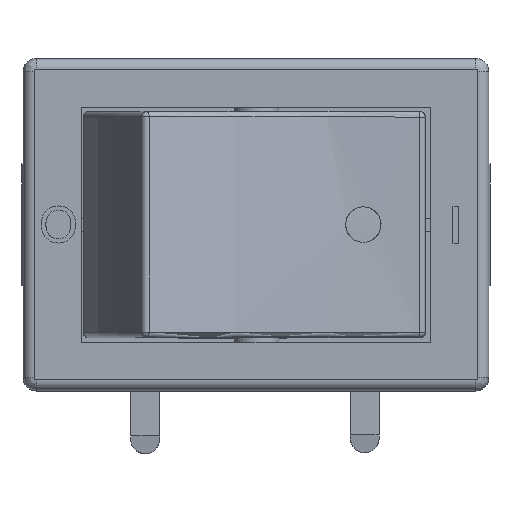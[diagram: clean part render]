
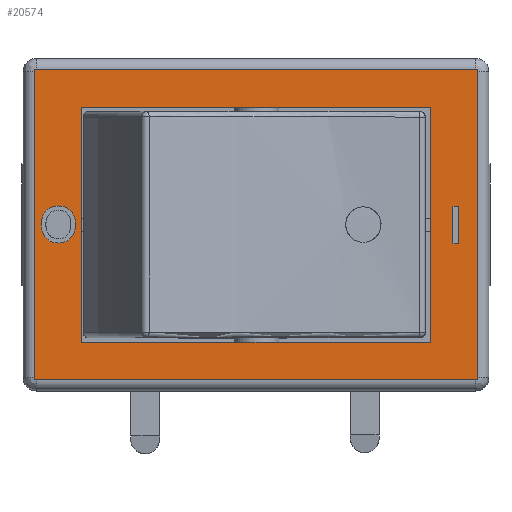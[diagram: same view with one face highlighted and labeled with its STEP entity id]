
A CAD part, top view. The second image highlights one B-rep face of the part: STEP entity #20574.
In plain terms, the highlighted planar face has unit normal (0, 0, 1).
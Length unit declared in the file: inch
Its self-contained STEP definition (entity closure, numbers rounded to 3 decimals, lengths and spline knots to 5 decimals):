
#955=B_SPLINE_CURVE_WITH_KNOTS('',2,(#35889,#35890,#35891,#35892),
 .UNSPECIFIED.,.F.,.F.,(3,1,3),(0.,1.,2.),.UNSPECIFIED.);
#957=B_SPLINE_CURVE_WITH_KNOTS('',2,(#35906,#35907,#35908),
 .UNSPECIFIED.,.F.,.F.,(3,3),(0.,1.),.UNSPECIFIED.);
#959=B_SPLINE_CURVE_WITH_KNOTS('',2,(#35921,#35922,#35923),
 .UNSPECIFIED.,.F.,.F.,(3,3),(0.,1.),.UNSPECIFIED.);
#961=B_SPLINE_CURVE_WITH_KNOTS('',2,(#35936,#35937,#35938),
 .UNSPECIFIED.,.F.,.F.,(3,3),(0.,1.),.UNSPECIFIED.);
#963=B_SPLINE_CURVE_WITH_KNOTS('',2,(#35951,#35952,#35953),
 .UNSPECIFIED.,.F.,.F.,(3,3),(0.,1.),.UNSPECIFIED.);
#965=B_SPLINE_CURVE_WITH_KNOTS('',2,(#35966,#35967,#35968,#35969),
 .UNSPECIFIED.,.F.,.F.,(3,1,3),(0.,1.,2.),.UNSPECIFIED.);
#1150=FACE_BOUND('',#3374,.T.);
#1151=FACE_BOUND('',#3375,.T.);
#1152=FACE_BOUND('',#3376,.T.);
#1348=CIRCLE('',#21524,0.00394);
#1349=CIRCLE('',#21525,0.00394);
#1350=CIRCLE('',#21526,0.00394);
#1351=CIRCLE('',#21527,0.00394);
#2194=FACE_OUTER_BOUND('',#3373,.T.);
#3373=EDGE_LOOP('',(#17470,#17471,#17472,#17473,#17474,#17475,#17476,#17477));
#3374=EDGE_LOOP('',(#17478,#17479,#17480,#17481));
#3375=EDGE_LOOP('',(#17482,#17483,#17484,#17485));
#3376=EDGE_LOOP('',(#17486,#17487,#17488,#17489,#17490,#17491));
#5235=LINE('',#35978,#7411);
#5239=LINE('',#35985,#7415);
#5242=LINE('',#35991,#7418);
#5244=LINE('',#35994,#7420);
#5245=LINE('',#35999,#7421);
#5246=LINE('',#36003,#7422);
#5247=LINE('',#36007,#7423);
#5248=LINE('',#36011,#7424);
#5249=LINE('',#36015,#7425);
#5250=LINE('',#36017,#7426);
#5251=LINE('',#36019,#7427);
#5252=LINE('',#36020,#7428);
#7411=VECTOR('',#24614,0.3937);
#7415=VECTOR('',#24620,0.3937);
#7418=VECTOR('',#24625,0.3937);
#7420=VECTOR('',#24629,0.3937);
#7421=VECTOR('',#24634,0.3937);
#7422=VECTOR('',#24637,0.3937);
#7423=VECTOR('',#24640,0.3937);
#7424=VECTOR('',#24643,0.3937);
#7425=VECTOR('',#24646,0.3937);
#7426=VECTOR('',#24647,0.3937);
#7427=VECTOR('',#24648,0.3937);
#7428=VECTOR('',#24649,0.3937);
#9534=VERTEX_POINT('',#35886);
#9535=VERTEX_POINT('',#35888);
#9537=VERTEX_POINT('',#35904);
#9539=VERTEX_POINT('',#35919);
#9541=VERTEX_POINT('',#35934);
#9543=VERTEX_POINT('',#35949);
#9546=VERTEX_POINT('',#35975);
#9547=VERTEX_POINT('',#35977);
#9549=VERTEX_POINT('',#35983);
#9551=VERTEX_POINT('',#35989);
#9552=VERTEX_POINT('',#35997);
#9553=VERTEX_POINT('',#35998);
#9554=VERTEX_POINT('',#36000);
#9555=VERTEX_POINT('',#36002);
#9556=VERTEX_POINT('',#36004);
#9557=VERTEX_POINT('',#36006);
#9558=VERTEX_POINT('',#36008);
#9559=VERTEX_POINT('',#36010);
#9560=VERTEX_POINT('',#36013);
#9561=VERTEX_POINT('',#36014);
#9562=VERTEX_POINT('',#36016);
#9563=VERTEX_POINT('',#36018);
#12268=EDGE_CURVE('',#9535,#9534,#955,.T.);
#12272=EDGE_CURVE('',#9534,#9537,#957,.T.);
#12275=EDGE_CURVE('',#9537,#9539,#959,.T.);
#12278=EDGE_CURVE('',#9539,#9541,#961,.T.);
#12281=EDGE_CURVE('',#9541,#9543,#963,.T.);
#12283=EDGE_CURVE('',#9543,#9535,#965,.T.);
#12286=EDGE_CURVE('',#9547,#9546,#5235,.T.);
#12290=EDGE_CURVE('',#9546,#9549,#5239,.T.);
#12293=EDGE_CURVE('',#9549,#9551,#5242,.T.);
#12295=EDGE_CURVE('',#9551,#9547,#5244,.T.);
#12296=EDGE_CURVE('',#9552,#9553,#5245,.T.);
#12297=EDGE_CURVE('',#9554,#9552,#1348,.T.);
#12298=EDGE_CURVE('',#9555,#9554,#5246,.T.);
#12299=EDGE_CURVE('',#9556,#9555,#1349,.T.);
#12300=EDGE_CURVE('',#9557,#9556,#5247,.T.);
#12301=EDGE_CURVE('',#9558,#9557,#1350,.T.);
#12302=EDGE_CURVE('',#9559,#9558,#5248,.T.);
#12303=EDGE_CURVE('',#9553,#9559,#1351,.T.);
#12304=EDGE_CURVE('',#9560,#9561,#5249,.T.);
#12305=EDGE_CURVE('',#9561,#9562,#5250,.T.);
#12306=EDGE_CURVE('',#9562,#9563,#5251,.T.);
#12307=EDGE_CURVE('',#9563,#9560,#5252,.T.);
#17470=ORIENTED_EDGE('',*,*,#12296,.F.);
#17471=ORIENTED_EDGE('',*,*,#12297,.F.);
#17472=ORIENTED_EDGE('',*,*,#12298,.F.);
#17473=ORIENTED_EDGE('',*,*,#12299,.F.);
#17474=ORIENTED_EDGE('',*,*,#12300,.F.);
#17475=ORIENTED_EDGE('',*,*,#12301,.F.);
#17476=ORIENTED_EDGE('',*,*,#12302,.F.);
#17477=ORIENTED_EDGE('',*,*,#12303,.F.);
#17478=ORIENTED_EDGE('',*,*,#12304,.T.);
#17479=ORIENTED_EDGE('',*,*,#12305,.T.);
#17480=ORIENTED_EDGE('',*,*,#12306,.T.);
#17481=ORIENTED_EDGE('',*,*,#12307,.T.);
#17482=ORIENTED_EDGE('',*,*,#12286,.T.);
#17483=ORIENTED_EDGE('',*,*,#12290,.T.);
#17484=ORIENTED_EDGE('',*,*,#12293,.T.);
#17485=ORIENTED_EDGE('',*,*,#12295,.T.);
#17486=ORIENTED_EDGE('',*,*,#12268,.T.);
#17487=ORIENTED_EDGE('',*,*,#12272,.T.);
#17488=ORIENTED_EDGE('',*,*,#12275,.T.);
#17489=ORIENTED_EDGE('',*,*,#12278,.T.);
#17490=ORIENTED_EDGE('',*,*,#12281,.T.);
#17491=ORIENTED_EDGE('',*,*,#12283,.T.);
#19538=PLANE('',#21523);
#20574=ADVANCED_FACE('',(#2194,#1150,#1151,#1152),#19538,.T.);
#21523=AXIS2_PLACEMENT_3D('',#35996,#24632,#24633);
#21524=AXIS2_PLACEMENT_3D('',#36001,#24635,#24636);
#21525=AXIS2_PLACEMENT_3D('',#36005,#24638,#24639);
#21526=AXIS2_PLACEMENT_3D('',#36009,#24641,#24642);
#21527=AXIS2_PLACEMENT_3D('',#36012,#24644,#24645);
#24614=DIRECTION('',(1.,0.,0.));
#24620=DIRECTION('',(0.,-1.,0.));
#24625=DIRECTION('',(-1.,0.,0.));
#24629=DIRECTION('',(0.,1.,0.));
#24632=DIRECTION('center_axis',(0.,0.,
1.));
#24633=DIRECTION('ref_axis',(1.,0.,0.));
#24634=DIRECTION('',(0.,1.,0.));
#24635=DIRECTION('center_axis',(0.,0.,
-1.));
#24636=DIRECTION('ref_axis',(-0.707,-0.707,0.));
#24637=DIRECTION('',(-1.,0.,0.));
#24638=DIRECTION('center_axis',(0.,0.,
-1.));
#24639=DIRECTION('ref_axis',(0.707,-0.707,0.));
#24640=DIRECTION('',(0.,-1.,0.));
#24641=DIRECTION('center_axis',(0.,0.,
-1.));
#24642=DIRECTION('ref_axis',(0.707,0.707,0.));
#24643=DIRECTION('',(1.,0.,0.));
#24644=DIRECTION('center_axis',(0.,0.,
-1.));
#24645=DIRECTION('ref_axis',(-0.707,0.707,0.));
#24646=DIRECTION('',(0.,-1.,0.));
#24647=DIRECTION('',(-1.,0.,0.));
#24648=DIRECTION('',(0.,1.,0.));
#24649=DIRECTION('',(1.,0.,0.));
#35886=CARTESIAN_POINT('',(-0.38114,0.0002,0.62992));
#35888=CARTESIAN_POINT('',(-0.35097,-0.03272,0.62992));
#35889=CARTESIAN_POINT('Ctrl Pts',(-0.35097,-0.03272,
0.62992));
#35890=CARTESIAN_POINT('Ctrl Pts',(-0.36449,-0.03272,
0.62992));
#35891=CARTESIAN_POINT('Ctrl Pts',(-0.38114,-0.01449,
0.62992));
#35892=CARTESIAN_POINT('Ctrl Pts',(-0.38114,0.0002,
0.62992));
#35904=CARTESIAN_POINT('',(-0.37353,0.02345,0.62992));
#35906=CARTESIAN_POINT('Ctrl Pts',(-0.38114,0.0002,
0.62992));
#35907=CARTESIAN_POINT('Ctrl Pts',(-0.38114,0.01436,
0.62992));
#35908=CARTESIAN_POINT('Ctrl Pts',(-0.37353,0.02345,
0.62992));
#35919=CARTESIAN_POINT('',(-0.35092,0.03313,0.62992));
#35921=CARTESIAN_POINT('Ctrl Pts',(-0.37353,0.02345,
0.62992));
#35922=CARTESIAN_POINT('Ctrl Pts',(-0.36522,0.03313,
0.62992));
#35923=CARTESIAN_POINT('Ctrl Pts',(-0.35092,0.03313,
0.62992));
#35934=CARTESIAN_POINT('',(-0.32793,0.0231,0.62992));
#35936=CARTESIAN_POINT('Ctrl Pts',(-0.35092,0.03313,
0.62992));
#35937=CARTESIAN_POINT('Ctrl Pts',(-0.33628,0.03313,
0.62992));
#35938=CARTESIAN_POINT('Ctrl Pts',(-0.32793,0.0231,
0.62992));
#35949=CARTESIAN_POINT('',(-0.32031,-0.00034,0.62992));
#35951=CARTESIAN_POINT('Ctrl Pts',(-0.32793,0.0231,
0.62992));
#35952=CARTESIAN_POINT('Ctrl Pts',(-0.32031,0.01396,
0.62992));
#35953=CARTESIAN_POINT('Ctrl Pts',(-0.32031,-0.00034,
0.62992));
#35966=CARTESIAN_POINT('Ctrl Pts',(-0.32031,-0.00034,
0.62992));
#35967=CARTESIAN_POINT('Ctrl Pts',(-0.32031,-0.01483,
0.62992));
#35968=CARTESIAN_POINT('Ctrl Pts',(-0.33717,-0.03272,
0.62992));
#35969=CARTESIAN_POINT('Ctrl Pts',(-0.35097,-0.03272,
0.62992));
#35975=CARTESIAN_POINT('',(0.3594,0.0329,0.62992));
#35977=CARTESIAN_POINT('',(0.34966,0.0329,0.62992));
#35978=CARTESIAN_POINT('',(0.17483,0.0329,0.62992));
#35983=CARTESIAN_POINT('',(0.3594,-0.03403,0.62992));
#35985=CARTESIAN_POINT('',(0.3594,0.01645,0.62992));
#35989=CARTESIAN_POINT('',(0.34966,-0.03403,0.62992));
#35991=CARTESIAN_POINT('',(0.1797,-0.03403,0.62992));
#35994=CARTESIAN_POINT('',(0.34966,-0.01701,0.62992));
#35996=CARTESIAN_POINT('Origin',(0.,0.,
0.62992));
#35997=CARTESIAN_POINT('',(-0.3937,-0.27165,0.62992));
#35998=CARTESIAN_POINT('',(-0.3937,0.27165,0.62992));
#35999=CARTESIAN_POINT('',(-0.3937,-0.13583,0.62992));
#36000=CARTESIAN_POINT('',(-0.38976,-0.27559,0.62992));
#36001=CARTESIAN_POINT('Origin',(-0.38976,-0.27165,
0.62992));
#36002=CARTESIAN_POINT('',(0.38976,-0.27559,0.62992));
#36003=CARTESIAN_POINT('',(0.19488,-0.27559,0.62992));
#36004=CARTESIAN_POINT('',(0.3937,-0.27165,0.62992));
#36005=CARTESIAN_POINT('Origin',(0.38976,-0.27165,0.62992));
#36006=CARTESIAN_POINT('',(0.3937,0.27165,0.62992));
#36007=CARTESIAN_POINT('',(0.3937,0.13583,0.62992));
#36008=CARTESIAN_POINT('',(0.38976,0.27559,0.62992));
#36009=CARTESIAN_POINT('Origin',(0.38976,0.27165,0.62992));
#36010=CARTESIAN_POINT('',(-0.38976,0.27559,0.62992));
#36011=CARTESIAN_POINT('',(-0.19488,0.27559,0.62992));
#36012=CARTESIAN_POINT('Origin',(-0.38976,0.27165,0.62992));
#36013=CARTESIAN_POINT('',(0.30906,0.20866,0.62992));
#36014=CARTESIAN_POINT('',(0.30906,-0.20866,0.62992));
#36015=CARTESIAN_POINT('',(0.30906,-0.10433,0.62992));
#36016=CARTESIAN_POINT('',(-0.30906,-0.20866,0.62992));
#36017=CARTESIAN_POINT('',(-0.15453,-0.20866,0.62992));
#36018=CARTESIAN_POINT('',(-0.30906,0.20866,0.62992));
#36019=CARTESIAN_POINT('',(-0.30906,0.10433,0.62992));
#36020=CARTESIAN_POINT('',(0.15453,0.20866,0.62992));
